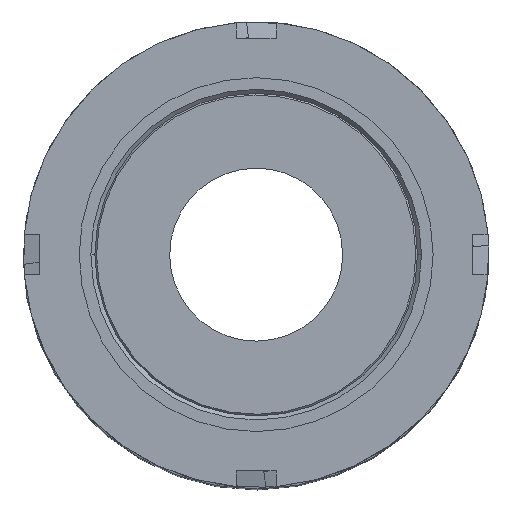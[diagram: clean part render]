
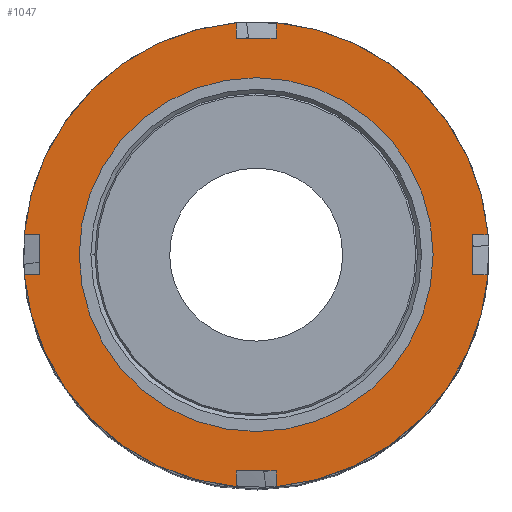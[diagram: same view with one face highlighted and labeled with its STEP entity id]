
A CAD part, front view. The second image highlights one B-rep face of the part: STEP entity #1047.
In plain terms, the highlighted planar face has unit normal (0, -1, 0).
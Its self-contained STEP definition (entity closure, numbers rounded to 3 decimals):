
#26 = VECTOR ( 'NONE', #652, 1000. ) ;
#27 = FACE_BOUND ( 'NONE', #2932, .T. ) ;
#40 = PLANE ( 'NONE',  #2583 ) ;
#61 = EDGE_CURVE ( 'NONE', #2636, #3503, #463, .T. ) ;
#88 = EDGE_CURVE ( 'NONE', #676, #96, #3405, .T. ) ;
#96 = VERTEX_POINT ( 'NONE', #4321 ) ;
#103 = ORIENTED_EDGE ( 'NONE', *, *, #4252, .F. ) ;
#124 = LINE ( 'NONE', #4332, #26 ) ;
#148 = CARTESIAN_POINT ( 'NONE',  ( -26.6, -23.269, 0. ) ) ;
#161 = VERTEX_POINT ( 'NONE', #1653 ) ;
#173 = AXIS2_PLACEMENT_3D ( 'NONE', #3620, #4298, #1928 ) ;
#232 = DIRECTION ( 'NONE',  ( -1., 0., 0. ) ) ;
#234 = EDGE_CURVE ( 'NONE', #1852, #986, #3252, .T. ) ;
#362 = AXIS2_PLACEMENT_3D ( 'NONE', #1661, #3036, #1700 ) ;
#377 = CARTESIAN_POINT ( 'NONE',  ( 26.6, -23.269, 0. ) ) ;
#379 = ORIENTED_EDGE ( 'NONE', *, *, #3802, .F. ) ;
#382 = LINE ( 'NONE', #3954, #2421 ) ;
#401 = CARTESIAN_POINT ( 'NONE',  ( 0., -23.269, 0. ) ) ;
#426 = VECTOR ( 'NONE', #232, 1000. ) ;
#458 = DIRECTION ( 'NONE',  ( 0., 1., 0. ) ) ;
#463 = LINE ( 'NONE', #873, #1729 ) ;
#490 = VERTEX_POINT ( 'NONE', #503 ) ;
#503 = CARTESIAN_POINT ( 'NONE',  ( 32.5, -23.269, -3. ) ) ;
#506 = LINE ( 'NONE', #2959, #1075 ) ;
#515 = DIRECTION ( 'NONE',  ( 1., 0., 0. ) ) ;
#522 = AXIS2_PLACEMENT_3D ( 'NONE', #2956, #958, #3310 ) ;
#569 = CARTESIAN_POINT ( 'NONE',  ( 0., -23.269, -32.5 ) ) ;
#587 = AXIS2_PLACEMENT_3D ( 'NONE', #2286, #1316, #1607 ) ;
#614 = EDGE_CURVE ( 'NONE', #1967, #161, #2648, .T. ) ;
#652 = DIRECTION ( 'NONE',  ( 1., 0., 0. ) ) ;
#676 = VERTEX_POINT ( 'NONE', #148 ) ;
#679 = LINE ( 'NONE', #1370, #3313 ) ;
#742 = ORIENTED_EDGE ( 'NONE', *, *, #3626, .F. ) ;
#775 = CARTESIAN_POINT ( 'NONE',  ( 34.871, -23.269, 3. ) ) ;
#827 = DIRECTION ( 'NONE',  ( 0., 0., -1. ) ) ;
#854 = LINE ( 'NONE', #3356, #3686 ) ;
#855 = ORIENTED_EDGE ( 'NONE', *, *, #994, .F. ) ;
#873 = CARTESIAN_POINT ( 'NONE',  ( 26.6, -23.269, -3. ) ) ;
#897 = VERTEX_POINT ( 'NONE', #4345 ) ;
#905 = EDGE_LOOP ( 'NONE', ( #103, #855, #3825, #955, #3948, #742, #2274, #2994, #2947, #4050, #2916, #3200, #1017, #1470, #4005, #379 ) ) ;
#923 = EDGE_CURVE ( 'NONE', #3715, #3832, #506, .T. ) ;
#955 = ORIENTED_EDGE ( 'NONE', *, *, #3277, .F. ) ;
#958 = DIRECTION ( 'NONE',  ( 0., 1., 0. ) ) ;
#961 = DIRECTION ( 'NONE',  ( 0., 0., 1. ) ) ;
#984 = DIRECTION ( 'NONE',  ( 0., 0., 1. ) ) ;
#986 = VERTEX_POINT ( 'NONE', #1997 ) ;
#994 = EDGE_CURVE ( 'NONE', #2636, #3363, #3008, .T. ) ;
#1017 = ORIENTED_EDGE ( 'NONE', *, *, #923, .F. ) ;
#1032 = CARTESIAN_POINT ( 'NONE',  ( -3., -23.269, -32.5 ) ) ;
#1047 = ADVANCED_FACE ( 'NONE', ( #27, #3385 ), #40, .F. ) ;
#1056 = VERTEX_POINT ( 'NONE', #3753 ) ;
#1075 = VECTOR ( 'NONE', #961, 1000. ) ;
#1081 = CARTESIAN_POINT ( 'NONE',  ( 0., -23.269, 0. ) ) ;
#1119 = DIRECTION ( 'NONE',  ( -1., 0., 0. ) ) ;
#1133 = CARTESIAN_POINT ( 'NONE',  ( -32.5, -23.269, -3. ) ) ;
#1167 = CARTESIAN_POINT ( 'NONE',  ( -32.5, -23.269, 3. ) ) ;
#1191 = EDGE_CURVE ( 'NONE', #1274, #3423, #2838, .T. ) ;
#1201 = DIRECTION ( 'NONE',  ( -1., 0., 0. ) ) ;
#1214 = CARTESIAN_POINT ( 'NONE',  ( -3., -23.269, 0. ) ) ;
#1274 = VERTEX_POINT ( 'NONE', #1032 ) ;
#1282 = DIRECTION ( 'NONE',  ( -1., 0., 0. ) ) ;
#1312 = VECTOR ( 'NONE', #515, 1000. ) ;
#1316 = DIRECTION ( 'NONE',  ( 0., 1., 0. ) ) ;
#1358 = DIRECTION ( 'NONE',  ( 0., 1., 0. ) ) ;
#1370 = CARTESIAN_POINT ( 'NONE',  ( 26.6, -23.269, 3. ) ) ;
#1392 = VECTOR ( 'NONE', #984, 1000. ) ;
#1447 = CIRCLE ( 'NONE', #173, 35. ) ;
#1448 = EDGE_CURVE ( 'NONE', #1967, #3715, #124, .T. ) ;
#1470 = ORIENTED_EDGE ( 'NONE', *, *, #1448, .F. ) ;
#1488 = VECTOR ( 'NONE', #827, 1000. ) ;
#1555 = EDGE_CURVE ( 'NONE', #96, #676, #3744, .T. ) ;
#1583 = CIRCLE ( 'NONE', #522, 35. ) ;
#1607 = DIRECTION ( 'NONE',  ( -1., 0., 0. ) ) ;
#1649 = CARTESIAN_POINT ( 'NONE',  ( -32.5, -23.269, 0. ) ) ;
#1653 = CARTESIAN_POINT ( 'NONE',  ( -3., -23.269, 34.871 ) ) ;
#1661 = CARTESIAN_POINT ( 'NONE',  ( 0., -23.269, 0. ) ) ;
#1700 = DIRECTION ( 'NONE',  ( -1., 0., 0. ) ) ;
#1723 = VERTEX_POINT ( 'NONE', #2503 ) ;
#1729 = VECTOR ( 'NONE', #1282, 1000. ) ;
#1852 = VERTEX_POINT ( 'NONE', #3013 ) ;
#1928 = DIRECTION ( 'NONE',  ( -1., 0., 0. ) ) ;
#1967 = VERTEX_POINT ( 'NONE', #3859 ) ;
#1986 = DIRECTION ( 'NONE',  ( 0., 0., 1. ) ) ;
#1997 = CARTESIAN_POINT ( 'NONE',  ( 3., -23.269, -34.871 ) ) ;
#2008 = LINE ( 'NONE', #569, #426 ) ;
#2090 = EDGE_CURVE ( 'NONE', #897, #2893, #382, .T. ) ;
#2125 = CARTESIAN_POINT ( 'NONE',  ( 3., -23.269, 0. ) ) ;
#2126 = CARTESIAN_POINT ( 'NONE',  ( 26.6, -23.269, -3. ) ) ;
#2135 = DIRECTION ( 'NONE',  ( 0., 0., -1. ) ) ;
#2245 = CARTESIAN_POINT ( 'NONE',  ( -3., -23.269, -34.871 ) ) ;
#2248 = CARTESIAN_POINT ( 'NONE',  ( 3., -23.269, 32.5 ) ) ;
#2274 = ORIENTED_EDGE ( 'NONE', *, *, #234, .T. ) ;
#2286 = CARTESIAN_POINT ( 'NONE',  ( 0., -23.269, 0. ) ) ;
#2298 = CIRCLE ( 'NONE', #3400, 35. ) ;
#2396 = CARTESIAN_POINT ( 'NONE',  ( 3., -23.269, 34.871 ) ) ;
#2421 = VECTOR ( 'NONE', #3298, 1000. ) ;
#2503 = CARTESIAN_POINT ( 'NONE',  ( -34.871, -23.269, 3. ) ) ;
#2583 = AXIS2_PLACEMENT_3D ( 'NONE', #377, #1358, #4085 ) ;
#2609 = VECTOR ( 'NONE', #1986, 1000. ) ;
#2636 = VERTEX_POINT ( 'NONE', #1133 ) ;
#2647 = CARTESIAN_POINT ( 'NONE',  ( -3., -23.269, 0. ) ) ;
#2648 = LINE ( 'NONE', #2647, #1392 ) ;
#2838 = LINE ( 'NONE', #1214, #1488 ) ;
#2893 = VERTEX_POINT ( 'NONE', #775 ) ;
#2916 = ORIENTED_EDGE ( 'NONE', *, *, #2090, .T. ) ;
#2932 = EDGE_LOOP ( 'NONE', ( #3831, #4244 ) ) ;
#2947 = ORIENTED_EDGE ( 'NONE', *, *, #3311, .F. ) ;
#2956 = CARTESIAN_POINT ( 'NONE',  ( 0., -23.269, 0. ) ) ;
#2959 = CARTESIAN_POINT ( 'NONE',  ( 3., -23.269, 0. ) ) ;
#2994 = ORIENTED_EDGE ( 'NONE', *, *, #3177, .F. ) ;
#3007 = VECTOR ( 'NONE', #2135, 1000. ) ;
#3008 = LINE ( 'NONE', #1649, #2609 ) ;
#3013 = CARTESIAN_POINT ( 'NONE',  ( 3., -23.269, -32.5 ) ) ;
#3036 = DIRECTION ( 'NONE',  ( 0., 1., 0. ) ) ;
#3177 = EDGE_CURVE ( 'NONE', #1056, #986, #1447, .T. ) ;
#3200 = ORIENTED_EDGE ( 'NONE', *, *, #3793, .F. ) ;
#3252 = LINE ( 'NONE', #2125, #3007 ) ;
#3277 = EDGE_CURVE ( 'NONE', #3423, #3503, #2298, .T. ) ;
#3298 = DIRECTION ( 'NONE',  ( 1., 0., 0. ) ) ;
#3310 = DIRECTION ( 'NONE',  ( -1., 0., 0. ) ) ;
#3311 = EDGE_CURVE ( 'NONE', #490, #1056, #3448, .T. ) ;
#3313 = VECTOR ( 'NONE', #3683, 1000. ) ;
#3356 = CARTESIAN_POINT ( 'NONE',  ( 32.5, -23.269, 0. ) ) ;
#3363 = VERTEX_POINT ( 'NONE', #1167 ) ;
#3385 = FACE_OUTER_BOUND ( 'NONE', #905, .T. ) ;
#3400 = AXIS2_PLACEMENT_3D ( 'NONE', #1081, #458, #1201 ) ;
#3405 = CIRCLE ( 'NONE', #587, 26.6 ) ;
#3423 = VERTEX_POINT ( 'NONE', #2245 ) ;
#3448 = LINE ( 'NONE', #2126, #1312 ) ;
#3503 = VERTEX_POINT ( 'NONE', #4312 ) ;
#3609 = EDGE_CURVE ( 'NONE', #897, #490, #854, .T. ) ;
#3620 = CARTESIAN_POINT ( 'NONE',  ( 0., -23.269, 0. ) ) ;
#3626 = EDGE_CURVE ( 'NONE', #1852, #1274, #2008, .T. ) ;
#3683 = DIRECTION ( 'NONE',  ( -1., 0., 0. ) ) ;
#3684 = DIRECTION ( 'NONE',  ( 0., 0., -1. ) ) ;
#3686 = VECTOR ( 'NONE', #3684, 1000. ) ;
#3715 = VERTEX_POINT ( 'NONE', #2248 ) ;
#3734 = DIRECTION ( 'NONE',  ( 0., 1., 0. ) ) ;
#3744 = CIRCLE ( 'NONE', #362, 26.6 ) ;
#3753 = CARTESIAN_POINT ( 'NONE',  ( 34.871, -23.269, -3. ) ) ;
#3793 = EDGE_CURVE ( 'NONE', #3832, #2893, #1583, .T. ) ;
#3802 = EDGE_CURVE ( 'NONE', #1723, #161, #4267, .T. ) ;
#3825 = ORIENTED_EDGE ( 'NONE', *, *, #61, .T. ) ;
#3831 = ORIENTED_EDGE ( 'NONE', *, *, #88, .T. ) ;
#3832 = VERTEX_POINT ( 'NONE', #2396 ) ;
#3859 = CARTESIAN_POINT ( 'NONE',  ( -3., -23.269, 32.5 ) ) ;
#3948 = ORIENTED_EDGE ( 'NONE', *, *, #1191, .F. ) ;
#3954 = CARTESIAN_POINT ( 'NONE',  ( 26.6, -23.269, 3. ) ) ;
#3983 = AXIS2_PLACEMENT_3D ( 'NONE', #401, #3734, #1119 ) ;
#4005 = ORIENTED_EDGE ( 'NONE', *, *, #614, .T. ) ;
#4050 = ORIENTED_EDGE ( 'NONE', *, *, #3609, .F. ) ;
#4085 = DIRECTION ( 'NONE',  ( -1., 0., 0. ) ) ;
#4244 = ORIENTED_EDGE ( 'NONE', *, *, #1555, .T. ) ;
#4252 = EDGE_CURVE ( 'NONE', #3363, #1723, #679, .T. ) ;
#4267 = CIRCLE ( 'NONE', #3983, 35. ) ;
#4298 = DIRECTION ( 'NONE',  ( 0., 1., 0. ) ) ;
#4312 = CARTESIAN_POINT ( 'NONE',  ( -34.871, -23.269, -3. ) ) ;
#4321 = CARTESIAN_POINT ( 'NONE',  ( 26.6, -23.269, 0. ) ) ;
#4332 = CARTESIAN_POINT ( 'NONE',  ( 0., -23.269, 32.5 ) ) ;
#4345 = CARTESIAN_POINT ( 'NONE',  ( 32.5, -23.269, 3. ) ) ;
